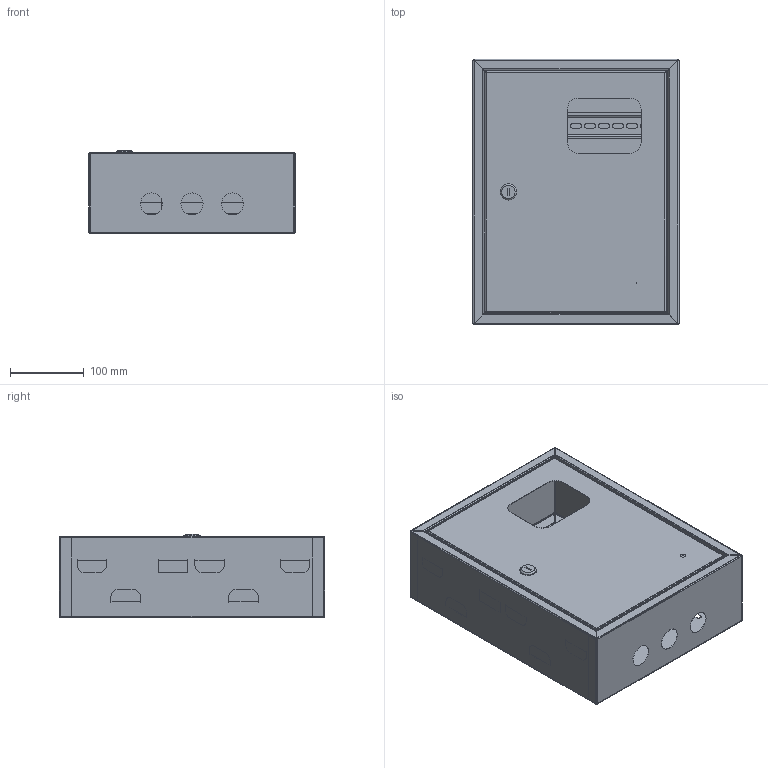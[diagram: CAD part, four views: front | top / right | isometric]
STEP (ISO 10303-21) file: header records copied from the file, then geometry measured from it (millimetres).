
FILE_DESCRIPTION (( 'STEP AP214' ), '1' );
FILE_NAME ('ÙÐÓÍ 1-9 Ý, 1-12 Ý IP31 (360õ280õ110) EKF Basic.STEP', '2022-02-06T18:52:23', ( '' ), ( '' ), 'SwSTEP 2.0', 'SolidWorks 2021', '' );
FILE_SCHEMA (( 'AUTOMOTIVE_DESIGN' ));
Length unit declared in the file: millimetre
Products named in the file (21): ﾌﾈ-900.01.02.002 ﾊ煇鳫; ÙÐÓÍ 1-9 Ý, 1-12 Ý IP31 (360õ280õ110) EKF Basic; DIN-謥濋趌L=260; ÌÈ-1673.01.02.000 ÑÁ Ñòåíêà ëåâàÿ â ñáîðå; ÌÈ-1673.02.00.000 ÑÁ Äâåðü â ñáîðå; ÌÈ-1673.01.00.000 ÑÁ Êîðïóñ â ñáîðå; ÌÈ-1673.03.00.000 Ïàíåëü íèæíÿÿ â ñáîðå; Øïèëüêà Ì6õ12; ÌÈ-1673.04.00.001 Ïàíåëü âåðõíÿÿ; pan head cross recess screw_din_ISO 7045 - M4 x 16 - Z --- 16N; ÌÈ-1673.01.02.001 Ñòåíêà ëåâàÿ; ÌÈ-1673.01.01.000 ÑÁ Ñòåíêà ïðàâàÿ â ñáîðå; Çàìîê ïî÷òîâûé; ﾌﾈ-1673.02.00.001 ﾄ粢; ÌÈ-1673.01.01.001 Ñòåíêà ïðàâàÿ; cross ph tapping 968_din_Screw DIN 968-ST4.2x13-C-H-N; Êðîíøòåéí 40õ40; ÌÈ-1673.01.00.001 Ñòåíêà çàäíÿÿ; ÌÈ-1673.04.00.000 Ïàíåëü âåðõíÿÿ â ñáîðå; ÌÈ-1673.03.00.001 Ïàíåëü íèæíÿÿ; Çàêëåïêà ãàå÷íàÿ Ì4_Œ8
Assembly tree (41 placements, depth 4):
  ÙÐÓÍ 1-9 Ý, 1-12 Ý IP31 (360õ280õ110) EKF Basic
    ÌÈ-1673.01.00.000 ÑÁ Êîðïóñ â ñáîðå
      ÌÈ-1673.01.01.000 ÑÁ Ñòåíêà ïðàâàÿ â ñáîðå
        ÌÈ-1673.01.01.001 Ñòåíêà ïðàâàÿ
        Êðîíøòåéí 40õ40  x4
        Øïèëüêà Ì6õ12
      ÌÈ-1673.01.00.001 Ñòåíêà çàäíÿÿ
      ÌÈ-1673.01.02.000 ÑÁ Ñòåíêà ëåâàÿ â ñáîðå
        ÌÈ-1673.01.02.001 Ñòåíêà ëåâàÿ
        Êðîíøòåéí 40õ40  x5
        ﾌﾈ-900.01.02.002 ﾊ煇鳫
    ÌÈ-1673.02.00.000 ÑÁ Äâåðü â ñáîðå
      ﾌﾈ-1673.02.00.001 ﾄ粢
      Çàêëåïêà ãàå÷íàÿ Ì4_Œ8  x2
      Øïèëüêà Ì6õ12
    pan head cross recess screw_din_ISO 7045 - M4 x 16 - Z --- 16N  x2
    DIN-謥濋趌L=260  x2
    cross ph tapping 968_din_Screw DIN 968-ST4.2x13-C-H-N  x10
    ÌÈ-1673.03.00.000 Ïàíåëü íèæíÿÿ â ñáîðå
      ÌÈ-1673.03.00.001 Ïàíåëü íèæíÿÿ
    ÌÈ-1673.04.00.000 Ïàíåëü âåðõíÿÿ â ñáîðå
      ÌÈ-1673.04.00.001 Ïàíåëü âåðõíÿÿ
    Çàìîê ïî÷òîâûé
Bounding box: 280 x 360 x 113.6 mm (x, y, z)
Volume: 335400.7 mm3; surface area: 1001137.3 mm2
Topology: 35 solids, 35 shells, 1439 faces, 3613 edges, 2272 vertices
Faces by surface type: plane 796, cylinder 386, bspline 151, cone 66, sphere 24, torus 16
Entity records: 27222 total; most frequent: CARTESIAN_POINT 8891, ORIENTED_EDGE 3694, DIRECTION 3441, EDGE_CURVE 1847, LINE 1213, VECTOR 1213, VERTEX_POINT 1144, AXIS2_PLACEMENT_3D 1114
